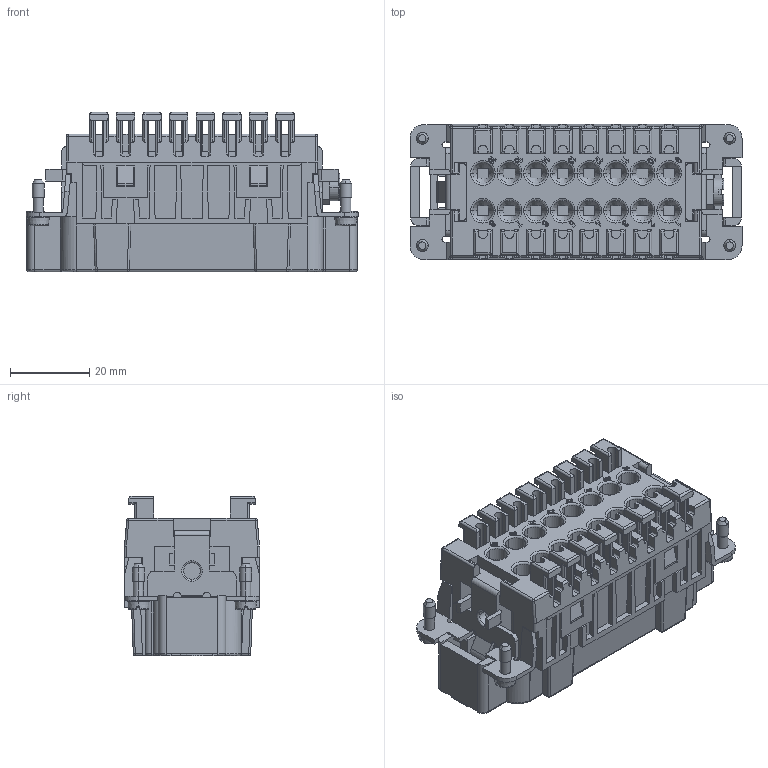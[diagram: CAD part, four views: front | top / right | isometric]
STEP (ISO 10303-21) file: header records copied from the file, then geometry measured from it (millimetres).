
FILE_DESCRIPTION(('Creo Elements/Direct Modeling STEP Export'),'2;1');
FILE_NAME('JSHM 16.stp','2014-08-05T 8:37:58',(''),(''),'Creo Elements/Direct Modeling STEP processor for AP214 (Solid Model)','Creo Elements/Direct Modeling 18.0B 02-Dec-2011 (C) Parametric Technology GmbH','');
FILE_SCHEMA(('AUTOMOTIVE_DESIGN { 1 0 10303 214 1 1 1 1 }'));
Products named in the file (3): JSHM_16; JSHM_16.stp
Assembly tree (2 placements, depth 3):
  JSHM_16.stp
    JSHM_16
      JSHM_16
Bounding box: 83.6 x 34 x 40.1 mm (x, y, z)
Volume: 48951.8 mm3; surface area: 31040 mm2
Topology: 1 solids, 1 shells, 3856 faces, 10863 edges, 7088 vertices
Faces by surface type: plane 3027, cylinder 568, cone 146, torus 97, sphere 18
Entity records: 142451 total; most frequent: CARTESIAN_POINT 28991, ORIENTED_EDGE 21698, DIRECTION 18484, EDGE_CURVE 10845, VECTOR 8852, LINE 8852, VERTEX_POINT 7088, AXIS2_PLACEMENT_3D 4816
